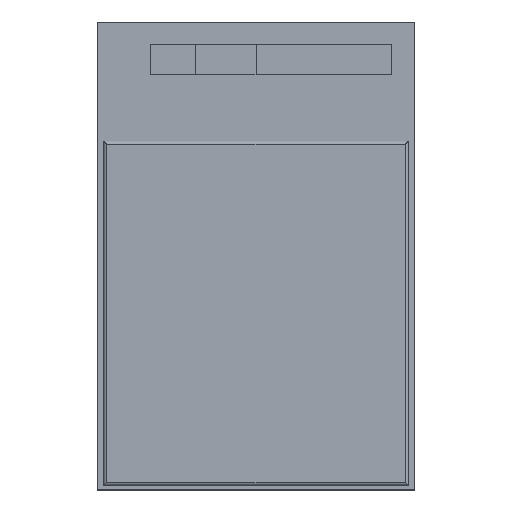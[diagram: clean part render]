
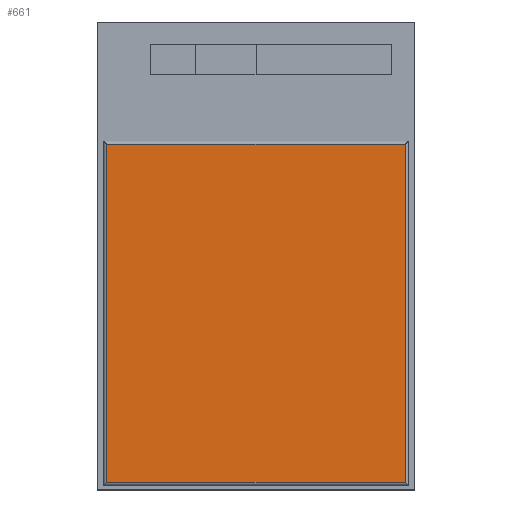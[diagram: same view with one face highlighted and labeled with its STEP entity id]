
A CAD part, top view. The second image highlights one B-rep face of the part: STEP entity #661.
In plain terms, the highlighted planar face has unit normal (0, 0, 1).
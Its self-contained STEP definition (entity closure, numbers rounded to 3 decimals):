
#543 = VERTEX_POINT('',#544);
#544 = CARTESIAN_POINT('',(-4.95,-7.5,2.));
#551 = EDGE_CURVE('',#543,#552,#554,.T.);
#552 = VERTEX_POINT('',#553);
#553 = CARTESIAN_POINT('',(4.95,-7.5,2.));
#554 = LINE('',#555,#556);
#555 = CARTESIAN_POINT('',(-5.05,-7.5,2.));
#556 = VECTOR('',#557,1.);
#557 = DIRECTION('',(1.,0.,0.));
#641 = VERTEX_POINT('',#642);
#642 = CARTESIAN_POINT('',(-4.95,3.7,2.));
#649 = EDGE_CURVE('',#641,#543,#650,.T.);
#650 = LINE('',#651,#652);
#651 = CARTESIAN_POINT('',(-4.95,3.8,2.));
#652 = VECTOR('',#653,1.);
#653 = DIRECTION('',(0.,-1.,0.));
#661 = ADVANCED_FACE('',(#662),#680,.T.);
#662 = FACE_BOUND('',#663,.T.);
#663 = EDGE_LOOP('',(#664,#672,#678,#679));
#664 = ORIENTED_EDGE('',*,*,#665,.T.);
#665 = EDGE_CURVE('',#552,#666,#668,.T.);
#666 = VERTEX_POINT('',#667);
#667 = CARTESIAN_POINT('',(4.95,3.7,2.));
#668 = LINE('',#669,#670);
#669 = CARTESIAN_POINT('',(4.95,-7.6,2.));
#670 = VECTOR('',#671,1.);
#671 = DIRECTION('',(0.,1.,0.));
#672 = ORIENTED_EDGE('',*,*,#673,.T.);
#673 = EDGE_CURVE('',#666,#641,#674,.T.);
#674 = LINE('',#675,#676);
#675 = CARTESIAN_POINT('',(5.05,3.7,2.));
#676 = VECTOR('',#677,1.);
#677 = DIRECTION('',(-1.,0.,0.));
#678 = ORIENTED_EDGE('',*,*,#649,.T.);
#679 = ORIENTED_EDGE('',*,*,#551,.T.);
#680 = PLANE('',#681);
#681 = AXIS2_PLACEMENT_3D('',#682,#683,#684);
#682 = CARTESIAN_POINT('',(0.,-1.9,2.));
#683 = DIRECTION('',(0.,0.,1.));
#684 = DIRECTION('',(1.,0.,0.));
